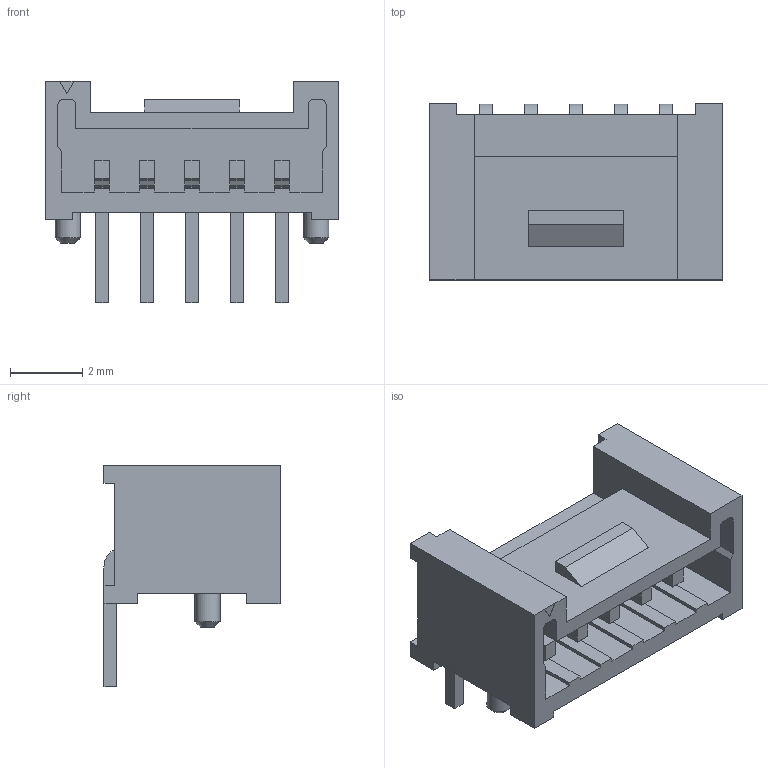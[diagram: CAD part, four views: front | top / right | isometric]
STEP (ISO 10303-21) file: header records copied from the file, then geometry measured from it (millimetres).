
FILE_DESCRIPTION(/* description */ (''),/* implementation_level */ '2;1');
FILE_NAME(/* name */ '2200980571wbm000_01_214.stp',/* time_stamp */ '2024-03-13T09:58:36+05:00',/* author */ (''),/* organization */ (''),/* preprocessor_version */ 'ST-DEVELOPER v16.7',/* originating_system */ 'SIEMENS PLM Software NX 1919',/* authorisation */ '');
FILE_SCHEMA (('AUTOMOTIVE_DESIGN { 1 0 10303 214 3 1 1 1 }'));
Length unit declared in the file: millimetre
Products named in the file (1): 2200980571wbm000_01
Bounding box: 8.15 x 4.89 x 6.15 mm (x, y, z)
Volume: 74.2 mm3; surface area: 284.1 mm2
Topology: 1 solids, 1 shells, 180 faces, 508 edges, 339 vertices
Faces by surface type: plane 147, cylinder 31, cone 2
Full cylindrical faces by diameter (mm): 0.7 x2
Entity records: 5741 total; most frequent: CARTESIAN_POINT 1018, ORIENTED_EDGE 1002, DIRECTION 927, EDGE_CURVE 501, LINE 437, VECTOR 437, VERTEX_POINT 336, AXIS2_PLACEMENT_3D 245
